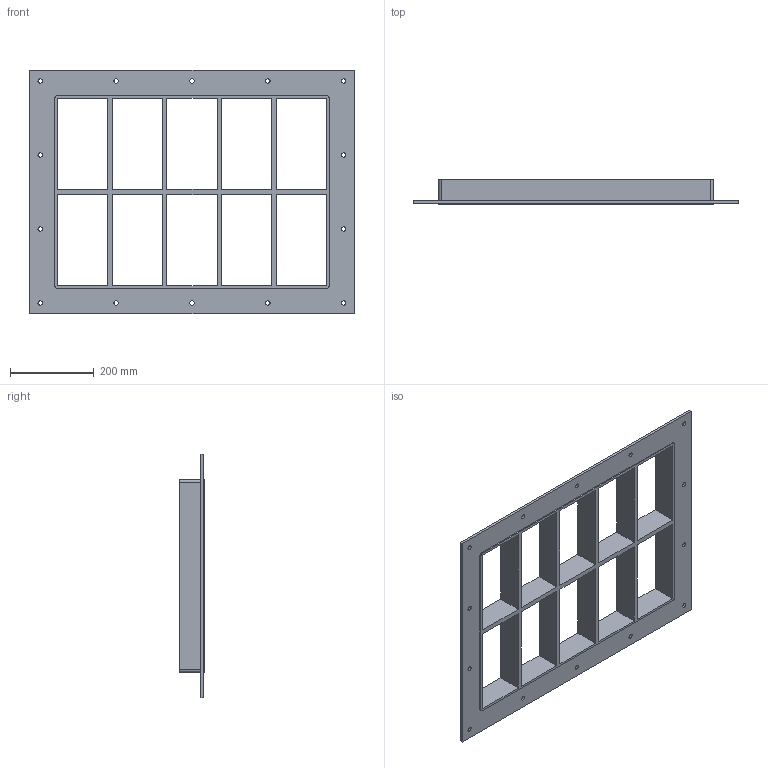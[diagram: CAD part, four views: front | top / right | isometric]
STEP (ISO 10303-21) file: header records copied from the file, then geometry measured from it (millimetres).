
FILE_DESCRIPTION((''),'2;1');
FILE_NAME('GH6+6X5.stp','2015-01-14T09:03:03',(''),(''),'Autodesk Inventor 2013','Autodesk Inventor 2013','');
FILE_SCHEMA(('AUTOMOTIVE_DESIGN { 1 0 10303 214 1 1 1 1 }'));
Length unit declared in the file: millimetre
Products named in the file (1): GH-ISO
Bounding box: 774.5 x 60 x 580 mm (x, y, z)
Volume: 3182697.7 mm3; surface area: 915650.1 mm2
Topology: 1 solids, 1 shells, 78 faces, 236 edges, 162 vertices
Faces by surface type: plane 56, cylinder 22
Full cylindrical faces by diameter (mm): 10.5 x14
Entity records: 2582 total; most frequent: CARTESIAN_POINT 435, ORIENTED_EDGE 416, DIRECTION 410, EDGE_CURVE 208, VECTOR 164, LINE 164, VERTEX_POINT 148, EDGE_LOOP 142
